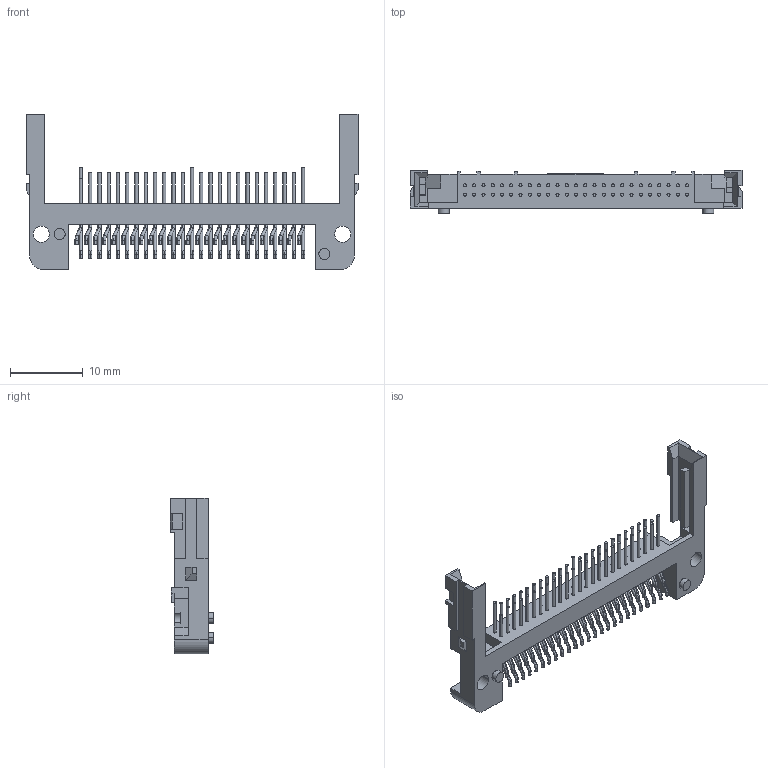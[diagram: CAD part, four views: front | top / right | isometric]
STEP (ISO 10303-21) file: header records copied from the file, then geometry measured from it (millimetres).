
FILE_DESCRIPTION((''),'2;1');
FILE_NAME('C-5788667-01-3','2007-09-07T',('workeradm'),('Tyco Electronics Corporation'),'PRO/ENGINEER BY PARAMETRIC TECHNOLOGY CORPORATION, 2005450','PRO/ENGINEER BY PARAMETRIC TECHNOLOGY CORPORATION, 2005450','');
FILE_SCHEMA(('CONFIG_CONTROL_DESIGN', 'GEOMETRIC_VALIDATION_PROPERTIES_MIM'));
Length unit declared in the file: millimetre
Products named in the file (1): C-5788667-01-3
Bounding box: 45.57 x 5.97 x 21.36 mm (x, y, z)
Volume: 985.3 mm3; surface area: 2060.2 mm2
Topology: 1 solids, 1 shells, 771 faces, 1671 edges, 1012 vertices
Faces by surface type: cylinder 314, plane 255, torus 200, extrusion 2
Entity records: 21212 total; most frequent: DIRECTION 4135, CARTESIAN_POINT 3493, ORIENTED_EDGE 3342, AXIS2_PLACEMENT_3D 1697, EDGE_CURVE 1671, VERTEX_POINT 1012, CIRCLE 928, EDGE_LOOP 885
